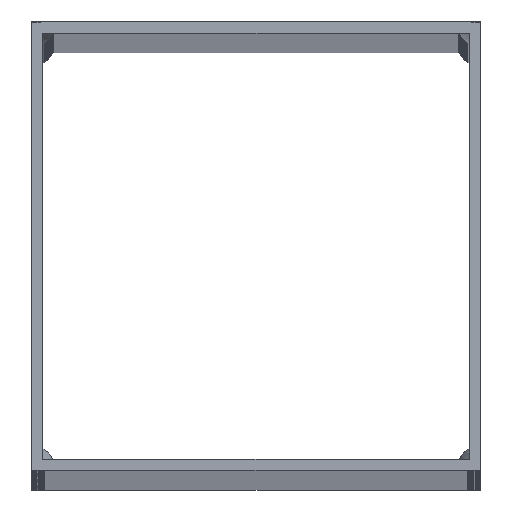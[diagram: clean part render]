
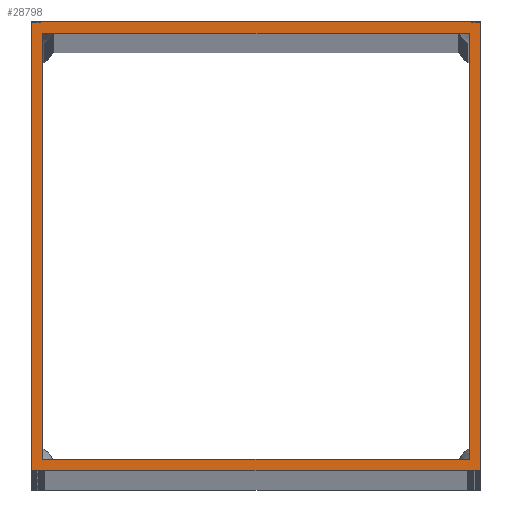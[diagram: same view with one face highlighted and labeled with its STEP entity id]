
A CAD part, top view. The second image highlights one B-rep face of the part: STEP entity #28798.
In plain terms, the highlighted planar face has unit normal (0, 0, 1).
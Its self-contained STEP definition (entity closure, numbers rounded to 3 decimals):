
#649 = CARTESIAN_POINT ( 'NONE',  ( -60., -60., 0. ) ) ;
#653 = LINE ( 'NONE', #6478, #17847 ) ;
#943 = VECTOR ( 'NONE', #41752, 1000. ) ;
#1722 = DIRECTION ( 'NONE',  ( 0., 1., 0. ) ) ;
#1797 = DIRECTION ( 'NONE',  ( 0., -1., 0. ) ) ;
#2106 = CARTESIAN_POINT ( 'NONE',  ( 60., -60., 0. ) ) ;
#2199 = VERTEX_POINT ( 'NONE', #649 ) ;
#2668 = ORIENTED_EDGE ( 'NONE', *, *, #34116, .T. ) ;
#2847 = DIRECTION ( 'NONE',  ( 0., 0., 1. ) ) ;
#3239 = EDGE_CURVE ( 'NONE', #4017, #5364, #31038, .T. ) ;
#4017 = VERTEX_POINT ( 'NONE', #4858 ) ;
#4201 = FACE_BOUND ( 'NONE', #9291, .T. ) ;
#4858 = CARTESIAN_POINT ( 'NONE',  ( -57., -57., 0. ) ) ;
#5364 = VERTEX_POINT ( 'NONE', #26137 ) ;
#6478 = CARTESIAN_POINT ( 'NONE',  ( 57., 0., 0. ) ) ;
#7237 = EDGE_CURVE ( 'NONE', #32400, #43131, #39327, .T. ) ;
#9291 = EDGE_LOOP ( 'NONE', ( #27527, #43971, #33352, #22368 ) ) ;
#9889 = DIRECTION ( 'NONE',  ( 0., 1., 0. ) ) ;
#10333 = CARTESIAN_POINT ( 'NONE',  ( 0., -57., 0. ) ) ;
#10614 = LINE ( 'NONE', #42779, #28776 ) ;
#11447 = VECTOR ( 'NONE', #25105, 1000. ) ;
#11458 = CARTESIAN_POINT ( 'NONE',  ( -60., 60., 0. ) ) ;
#11959 = AXIS2_PLACEMENT_3D ( 'NONE', #36932, #2847, #26824 ) ;
#12221 = FACE_OUTER_BOUND ( 'NONE', #23209, .T. ) ;
#15998 = CARTESIAN_POINT ( 'NONE',  ( 60., 60., 0. ) ) ;
#17671 = VECTOR ( 'NONE', #30775, 1000. ) ;
#17760 = VECTOR ( 'NONE', #35579, 1000. ) ;
#17847 = VECTOR ( 'NONE', #9889, 1000. ) ;
#17849 = DIRECTION ( 'NONE',  ( -1., 0., 0. ) ) ;
#21043 = EDGE_CURVE ( 'NONE', #29171, #4017, #26856, .T. ) ;
#21236 = CARTESIAN_POINT ( 'NONE',  ( 57., 57., 0. ) ) ;
#21530 = CARTESIAN_POINT ( 'NONE',  ( -60., 60., 0. ) ) ;
#22368 = ORIENTED_EDGE ( 'NONE', *, *, #29631, .F. ) ;
#22998 = EDGE_CURVE ( 'NONE', #5364, #35387, #653, .T. ) ;
#23209 = EDGE_LOOP ( 'NONE', ( #37346, #2668, #27379, #23882 ) ) ;
#23882 = ORIENTED_EDGE ( 'NONE', *, *, #38995, .T. ) ;
#25105 = DIRECTION ( 'NONE',  ( -1., 0., 0. ) ) ;
#26137 = CARTESIAN_POINT ( 'NONE',  ( 57., -57., 0. ) ) ;
#26824 = DIRECTION ( 'NONE',  ( 1., 0., 0. ) ) ;
#26856 = LINE ( 'NONE', #32173, #17760 ) ;
#27379 = ORIENTED_EDGE ( 'NONE', *, *, #29320, .T. ) ;
#27527 = ORIENTED_EDGE ( 'NONE', *, *, #22998, .F. ) ;
#28315 = LINE ( 'NONE', #38334, #943 ) ;
#28776 = VECTOR ( 'NONE', #1797, 1000. ) ;
#28798 = ADVANCED_FACE ( 'NONE', ( #4201, #12221 ), #43805, .T. ) ;
#29171 = VERTEX_POINT ( 'NONE', #31918 ) ;
#29320 = EDGE_CURVE ( 'NONE', #40629, #2199, #10614, .T. ) ;
#29631 = EDGE_CURVE ( 'NONE', #35387, #29171, #40512, .T. ) ;
#30716 = LINE ( 'NONE', #11458, #11447 ) ;
#30775 = DIRECTION ( 'NONE',  ( 1., 0., 0. ) ) ;
#31038 = LINE ( 'NONE', #10333, #17671 ) ;
#31446 = VECTOR ( 'NONE', #17849, 1000. ) ;
#31918 = CARTESIAN_POINT ( 'NONE',  ( -57., 57., 0. ) ) ;
#32173 = CARTESIAN_POINT ( 'NONE',  ( -57., 0., 0. ) ) ;
#32400 = VERTEX_POINT ( 'NONE', #2106 ) ;
#33352 = ORIENTED_EDGE ( 'NONE', *, *, #21043, .F. ) ;
#34116 = EDGE_CURVE ( 'NONE', #43131, #40629, #30716, .T. ) ;
#34550 = CARTESIAN_POINT ( 'NONE',  ( 0., 57., 0. ) ) ;
#35387 = VERTEX_POINT ( 'NONE', #21236 ) ;
#35579 = DIRECTION ( 'NONE',  ( 0., -1., 0. ) ) ;
#36932 = CARTESIAN_POINT ( 'NONE',  ( 0., 0., 0. ) ) ;
#37346 = ORIENTED_EDGE ( 'NONE', *, *, #7237, .T. ) ;
#38334 = CARTESIAN_POINT ( 'NONE',  ( -60., -60., 0. ) ) ;
#38861 = CARTESIAN_POINT ( 'NONE',  ( 60., 60., 0. ) ) ;
#38995 = EDGE_CURVE ( 'NONE', #2199, #32400, #28315, .T. ) ;
#39327 = LINE ( 'NONE', #15998, #40426 ) ;
#40426 = VECTOR ( 'NONE', #1722, 1000. ) ;
#40512 = LINE ( 'NONE', #34550, #31446 ) ;
#40629 = VERTEX_POINT ( 'NONE', #21530 ) ;
#41752 = DIRECTION ( 'NONE',  ( 1., 0., 0. ) ) ;
#42779 = CARTESIAN_POINT ( 'NONE',  ( -60., 60., 0. ) ) ;
#43131 = VERTEX_POINT ( 'NONE', #38861 ) ;
#43805 = PLANE ( 'NONE',  #11959 ) ;
#43971 = ORIENTED_EDGE ( 'NONE', *, *, #3239, .F. ) ;
